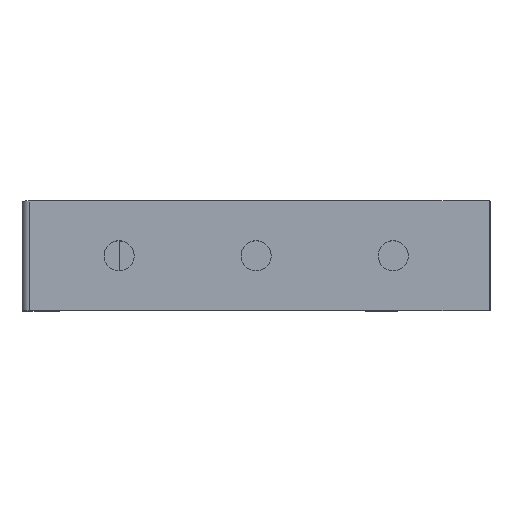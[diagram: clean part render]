
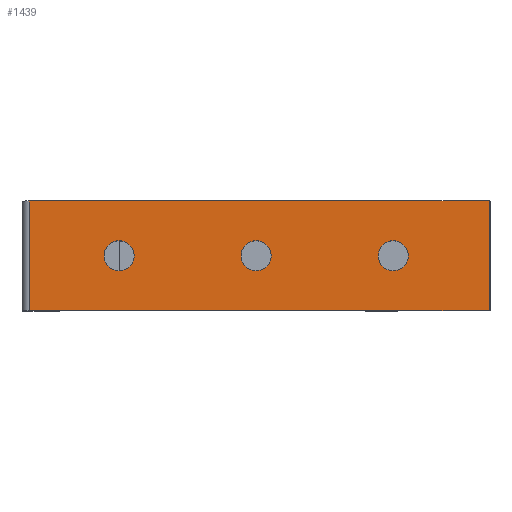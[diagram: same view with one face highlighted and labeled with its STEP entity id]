
A CAD part, top view. The second image highlights one B-rep face of the part: STEP entity #1439.
In plain terms, the highlighted planar face has unit normal (0, 0, 1).
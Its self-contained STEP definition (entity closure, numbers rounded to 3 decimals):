
#15=FACE_BOUND('',#128,.T.);
#16=FACE_BOUND('',#129,.T.);
#17=FACE_BOUND('',#130,.T.);
#52=FACE_OUTER_BOUND('',#127,.T.);
#127=EDGE_LOOP('',(#1116,#1117,#1118,#1119));
#128=EDGE_LOOP('',(#1120,#1121));
#129=EDGE_LOOP('',(#1122,#1123));
#130=EDGE_LOOP('',(#1124,#1125));
#218=CIRCLE('',#1564,1.375);
#219=CIRCLE('',#1565,1.375);
#220=CIRCLE('',#1566,1.375);
#221=CIRCLE('',#1567,1.375);
#222=CIRCLE('',#1568,1.375);
#223=CIRCLE('',#1569,1.375);
#252=LINE('',#2102,#424);
#301=LINE('',#2229,#473);
#343=LINE('',#2327,#515);
#349=LINE('',#2337,#521);
#424=VECTOR('',#1672,1.);
#473=VECTOR('',#1751,1.);
#515=VECTOR('',#1833,1.);
#521=VECTOR('',#1847,1.);
#602=VERTEX_POINT('',#2099);
#603=VERTEX_POINT('',#2101);
#665=VERTEX_POINT('',#2226);
#666=VERTEX_POINT('',#2228);
#703=VERTEX_POINT('',#2338);
#704=VERTEX_POINT('',#2339);
#705=VERTEX_POINT('',#2342);
#706=VERTEX_POINT('',#2343);
#707=VERTEX_POINT('',#2346);
#708=VERTEX_POINT('',#2347);
#747=EDGE_CURVE('',#603,#602,#252,.T.);
#810=EDGE_CURVE('',#665,#666,#301,.T.);
#861=EDGE_CURVE('',#665,#603,#343,.T.);
#867=EDGE_CURVE('',#602,#666,#349,.T.);
#868=EDGE_CURVE('',#703,#704,#218,.T.);
#869=EDGE_CURVE('',#704,#703,#219,.T.);
#870=EDGE_CURVE('',#705,#706,#220,.T.);
#871=EDGE_CURVE('',#706,#705,#221,.T.);
#872=EDGE_CURVE('',#707,#708,#222,.T.);
#873=EDGE_CURVE('',#708,#707,#223,.T.);
#1116=ORIENTED_EDGE('',*,*,#867,.T.);
#1117=ORIENTED_EDGE('',*,*,#810,.F.);
#1118=ORIENTED_EDGE('',*,*,#861,.T.);
#1119=ORIENTED_EDGE('',*,*,#747,.T.);
#1120=ORIENTED_EDGE('',*,*,#868,.F.);
#1121=ORIENTED_EDGE('',*,*,#869,.F.);
#1122=ORIENTED_EDGE('',*,*,#870,.F.);
#1123=ORIENTED_EDGE('',*,*,#871,.F.);
#1124=ORIENTED_EDGE('',*,*,#872,.F.);
#1125=ORIENTED_EDGE('',*,*,#873,.F.);
#1378=PLANE('',#1563);
#1439=ADVANCED_FACE('',(#52,#15,#16,#17),#1378,.T.);
#1563=AXIS2_PLACEMENT_3D('',#2336,#1845,#1846);
#1564=AXIS2_PLACEMENT_3D('',#2340,#1848,#1849);
#1565=AXIS2_PLACEMENT_3D('',#2341,#1850,#1851);
#1566=AXIS2_PLACEMENT_3D('',#2344,#1852,#1853);
#1567=AXIS2_PLACEMENT_3D('',#2345,#1854,#1855);
#1568=AXIS2_PLACEMENT_3D('',#2348,#1856,#1857);
#1569=AXIS2_PLACEMENT_3D('',#2349,#1858,#1859);
#1672=DIRECTION('',(-1.,0.,0.));
#1751=DIRECTION('',(-1.,0.,0.));
#1833=DIRECTION('',(0.,1.,0.));
#1845=DIRECTION('center_axis',(0.,0.,1.));
#1846=DIRECTION('ref_axis',(1.,0.,0.));
#1847=DIRECTION('',(0.,-1.,0.));
#1848=DIRECTION('center_axis',(0.,0.,1.));
#1849=DIRECTION('ref_axis',(-1.,0.,0.));
#1850=DIRECTION('center_axis',(0.,0.,1.));
#1851=DIRECTION('ref_axis',(-1.,0.,0.));
#1852=DIRECTION('center_axis',(0.,0.,1.));
#1853=DIRECTION('ref_axis',(-1.,0.,0.));
#1854=DIRECTION('center_axis',(0.,0.,1.));
#1855=DIRECTION('ref_axis',(-1.,0.,0.));
#1856=DIRECTION('center_axis',(0.,0.,1.));
#1857=DIRECTION('ref_axis',(-1.,0.,0.));
#1858=DIRECTION('center_axis',(0.,0.,1.));
#1859=DIRECTION('ref_axis',(-1.,0.,0.));
#2099=CARTESIAN_POINT('',(-20.765,5.,-1.6));
#2101=CARTESIAN_POINT('',(21.16,5.,-1.6));
#2102=CARTESIAN_POINT('',(17.415,5.,-1.6));
#2226=CARTESIAN_POINT('',(21.16,-5.,-1.6));
#2228=CARTESIAN_POINT('',(-20.765,-5.,-1.6));
#2229=CARTESIAN_POINT('',(17.415,-5.,-1.6));
#2327=CARTESIAN_POINT('',(21.16,5.,-1.6));
#2336=CARTESIAN_POINT('Origin',(-20.765,5.,-1.6));
#2337=CARTESIAN_POINT('',(-20.765,5.,-1.6));
#2338=CARTESIAN_POINT('',(-13.96,0.,-1.6));
#2339=CARTESIAN_POINT('',(-11.21,0.,-1.6));
#2340=CARTESIAN_POINT('Origin',(-12.585,0.,-1.6));
#2341=CARTESIAN_POINT('Origin',(-12.585,0.,-1.6));
#2342=CARTESIAN_POINT('',(11.04,0.,-1.6));
#2343=CARTESIAN_POINT('',(13.79,0.,-1.6));
#2344=CARTESIAN_POINT('Origin',(12.415,0.,-1.6));
#2345=CARTESIAN_POINT('Origin',(12.415,0.,-1.6));
#2346=CARTESIAN_POINT('',(-1.46,0.,-1.6));
#2347=CARTESIAN_POINT('',(1.29,0.,-1.6));
#2348=CARTESIAN_POINT('Origin',(-0.085,0.,
-1.6));
#2349=CARTESIAN_POINT('Origin',(-0.085,0.,
-1.6));
